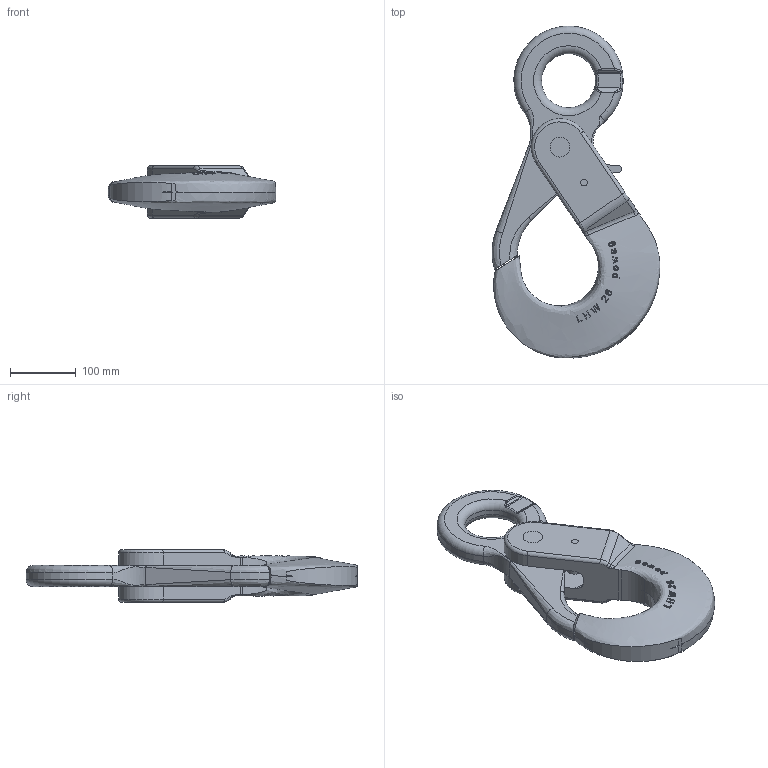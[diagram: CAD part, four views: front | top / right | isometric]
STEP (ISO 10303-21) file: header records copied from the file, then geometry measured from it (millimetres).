
FILE_DESCRIPTION(/* description */ (''),/* implementation_level */ '2;1');
FILE_NAME(/* name */ 'LHW 26 Kundenmodell zusa.stp',/* time_stamp */ '2019-05-29T08:19:10+02:00',/* author */ (''),/* organization */ (''),/* preprocessor_version */ 'ST-DEVELOPER v16',/* originating_system */ 'SIEMENS PLM Software NX 11.0',/* authorisation */ '');
FILE_SCHEMA (('AUTOMOTIVE_DESIGN { 1 0 10303 214 3 1 1 1 }'));
Length unit declared in the file: millimetre
Products named in the file (1): zer331CB675943r
Bounding box: 254.58 x 503.68 x 80 mm (x, y, z)
Volume: 3038497.2 mm3; surface area: 281937.3 mm2
Topology: 5 solids, 5 shells, 274 faces, 693 edges, 443 vertices
Faces by surface type: plane 93, cylinder 57, bspline 55, extrusion 43, torus 26
Full cylindrical faces by diameter (mm): 9.545 x1, 10 x3, 28 x1, 30 x3, 75 x2, 82 x1
Entity records: 32851 total; most frequent: CARTESIAN_POINT 27103, ORIENTED_EDGE 1334, DIRECTION 862, EDGE_CURVE 667, VERTEX_POINT 434, B_SPLINE_CURVE_WITH_KNOTS 350, EDGE_LOOP 317, AXIS2_PLACEMENT_3D 311
